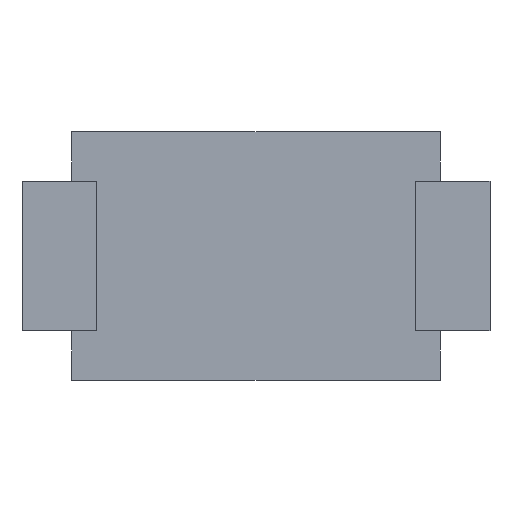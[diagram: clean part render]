
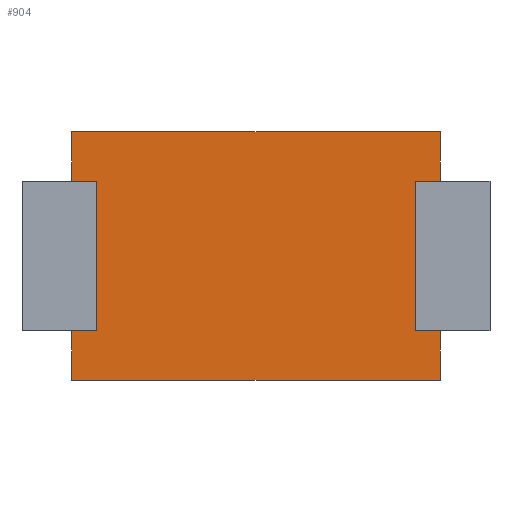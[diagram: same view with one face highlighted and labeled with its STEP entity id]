
A CAD part, front view. The second image highlights one B-rep face of the part: STEP entity #904.
In plain terms, the highlighted planar face has unit normal (0, -1, 0).
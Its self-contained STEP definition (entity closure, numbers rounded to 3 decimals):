
#27 = ORIENTED_EDGE ( 'NONE', *, *, #149, .F. ) ;
#35 = VECTOR ( 'NONE', #1347, 1000. ) ;
#40 = CARTESIAN_POINT ( 'NONE',  ( 1.6, 0., 0.75 ) ) ;
#42 = EDGE_CURVE ( 'NONE', #449, #1640, #1172, .T. ) ;
#54 = VERTEX_POINT ( 'NONE', #40 ) ;
#64 = ORIENTED_EDGE ( 'NONE', *, *, #178, .F. ) ;
#79 = LINE ( 'NONE', #1212, #578 ) ;
#80 = VERTEX_POINT ( 'NONE', #418 ) ;
#99 = CARTESIAN_POINT ( 'NONE',  ( -1.85, 0., -1.25 ) ) ;
#106 = CARTESIAN_POINT ( 'NONE',  ( 1.85, 0., 0.75 ) ) ;
#114 = EDGE_LOOP ( 'NONE', ( #964, #27, #289, #1750, #751, #697, #1714, #64, #609, #1408, #906, #1391 ) ) ;
#123 = CARTESIAN_POINT ( 'NONE',  ( 1.85, 0., -0.75 ) ) ;
#126 = DIRECTION ( 'NONE',  ( 0., 0., 1. ) ) ;
#149 = EDGE_CURVE ( 'NONE', #908, #1716, #796, .T. ) ;
#168 = DIRECTION ( 'NONE',  ( 1., 0., 0. ) ) ;
#178 = EDGE_CURVE ( 'NONE', #1006, #465, #1389, .T. ) ;
#201 = EDGE_CURVE ( 'NONE', #1582, #826, #79, .T. ) ;
#264 = LINE ( 'NONE', #1068, #35 ) ;
#282 = LINE ( 'NONE', #1668, #621 ) ;
#289 = ORIENTED_EDGE ( 'NONE', *, *, #1298, .F. ) ;
#304 = LINE ( 'NONE', #1657, #1157 ) ;
#309 = CARTESIAN_POINT ( 'NONE',  ( 1.85, 0., -1.25 ) ) ;
#377 = AXIS2_PLACEMENT_3D ( 'NONE', #1590, #1728, #492 ) ;
#418 = CARTESIAN_POINT ( 'NONE',  ( 1.85, 0., -1.25 ) ) ;
#433 = EDGE_CURVE ( 'NONE', #1640, #80, #1706, .T. ) ;
#449 = VERTEX_POINT ( 'NONE', #618 ) ;
#465 = VERTEX_POINT ( 'NONE', #106 ) ;
#475 = EDGE_CURVE ( 'NONE', #826, #1006, #264, .T. ) ;
#492 = DIRECTION ( 'NONE',  ( 0., 0., 1. ) ) ;
#501 = EDGE_CURVE ( 'NONE', #791, #1582, #681, .T. ) ;
#532 = VECTOR ( 'NONE', #742, 1000. ) ;
#569 = VECTOR ( 'NONE', #168, 1000. ) ;
#577 = EDGE_CURVE ( 'NONE', #1556, #1716, #304, .T. ) ;
#578 = VECTOR ( 'NONE', #126, 1000. ) ;
#609 = ORIENTED_EDGE ( 'NONE', *, *, #475, .F. ) ;
#615 = DIRECTION ( 'NONE',  ( 0., 0., -1. ) ) ;
#618 = CARTESIAN_POINT ( 'NONE',  ( 1.6, 0., -0.75 ) ) ;
#621 = VECTOR ( 'NONE', #733, 1000. ) ;
#681 = LINE ( 'NONE', #1092, #880 ) ;
#697 = ORIENTED_EDGE ( 'NONE', *, *, #1119, .T. ) ;
#733 = DIRECTION ( 'NONE',  ( 1., 0., 0. ) ) ;
#741 = CARTESIAN_POINT ( 'NONE',  ( -1.85, 0., 1.25 ) ) ;
#742 = DIRECTION ( 'NONE',  ( 0., 0., 1. ) ) ;
#751 = ORIENTED_EDGE ( 'NONE', *, *, #42, .F. ) ;
#791 = VERTEX_POINT ( 'NONE', #1014 ) ;
#796 = LINE ( 'NONE', #1142, #819 ) ;
#797 = DIRECTION ( 'NONE',  ( 0., 0., -1. ) ) ;
#809 = LINE ( 'NONE', #1148, #979 ) ;
#819 = VECTOR ( 'NONE', #1485, 1000. ) ;
#823 = DIRECTION ( 'NONE',  ( -1., 0., 0. ) ) ;
#826 = VERTEX_POINT ( 'NONE', #741 ) ;
#880 = VECTOR ( 'NONE', #1233, 1000. ) ;
#904 = ADVANCED_FACE ( 'NONE', ( #1768 ), #1441, .F. ) ;
#906 = ORIENTED_EDGE ( 'NONE', *, *, #501, .F. ) ;
#908 = VERTEX_POINT ( 'NONE', #99 ) ;
#946 = VECTOR ( 'NONE', #797, 1000. ) ;
#954 = CARTESIAN_POINT ( 'NONE',  ( -1.85, 0., -0.75 ) ) ;
#964 = ORIENTED_EDGE ( 'NONE', *, *, #577, .T. ) ;
#979 = VECTOR ( 'NONE', #615, 1000. ) ;
#998 = CARTESIAN_POINT ( 'NONE',  ( 0., 0., -0.75 ) ) ;
#1006 = VERTEX_POINT ( 'NONE', #1447 ) ;
#1014 = CARTESIAN_POINT ( 'NONE',  ( -1.6, 0., 0.75 ) ) ;
#1024 = VECTOR ( 'NONE', #1532, 1000. ) ;
#1053 = EDGE_CURVE ( 'NONE', #54, #465, #282, .T. ) ;
#1068 = CARTESIAN_POINT ( 'NONE',  ( 1.85, 0., 1.25 ) ) ;
#1092 = CARTESIAN_POINT ( 'NONE',  ( 0., 0., 0.75 ) ) ;
#1119 = EDGE_CURVE ( 'NONE', #449, #54, #1730, .T. ) ;
#1142 = CARTESIAN_POINT ( 'NONE',  ( -1.85, 0., 1.25 ) ) ;
#1148 = CARTESIAN_POINT ( 'NONE',  ( -1.6, 0., 0.75 ) ) ;
#1157 = VECTOR ( 'NONE', #823, 1000. ) ;
#1172 = LINE ( 'NONE', #998, #569 ) ;
#1187 = CARTESIAN_POINT ( 'NONE',  ( -1.6, 0., -0.75 ) ) ;
#1197 = LINE ( 'NONE', #309, #1024 ) ;
#1212 = CARTESIAN_POINT ( 'NONE',  ( -1.85, 0., 1.25 ) ) ;
#1214 = CARTESIAN_POINT ( 'NONE',  ( -1.85, 0., 0.75 ) ) ;
#1233 = DIRECTION ( 'NONE',  ( -1., 0., 0. ) ) ;
#1298 = EDGE_CURVE ( 'NONE', #80, #908, #1197, .T. ) ;
#1335 = CARTESIAN_POINT ( 'NONE',  ( 1.85, 0., 1.25 ) ) ;
#1347 = DIRECTION ( 'NONE',  ( 1., 0., 0. ) ) ;
#1357 = EDGE_CURVE ( 'NONE', #791, #1556, #809, .T. ) ;
#1389 = LINE ( 'NONE', #1647, #946 ) ;
#1391 = ORIENTED_EDGE ( 'NONE', *, *, #1357, .T. ) ;
#1408 = ORIENTED_EDGE ( 'NONE', *, *, #201, .F. ) ;
#1430 = CARTESIAN_POINT ( 'NONE',  ( 1.6, 0., 0.75 ) ) ;
#1441 = PLANE ( 'NONE',  #377 ) ;
#1447 = CARTESIAN_POINT ( 'NONE',  ( 1.85, 0., 1.25 ) ) ;
#1485 = DIRECTION ( 'NONE',  ( 0., 0., 1. ) ) ;
#1532 = DIRECTION ( 'NONE',  ( -1., 0., 0. ) ) ;
#1556 = VERTEX_POINT ( 'NONE', #1187 ) ;
#1582 = VERTEX_POINT ( 'NONE', #1214 ) ;
#1590 = CARTESIAN_POINT ( 'NONE',  ( 0., 0., 0. ) ) ;
#1626 = DIRECTION ( 'NONE',  ( 0., 0., -1. ) ) ;
#1640 = VERTEX_POINT ( 'NONE', #123 ) ;
#1647 = CARTESIAN_POINT ( 'NONE',  ( 1.85, 0., 1.25 ) ) ;
#1657 = CARTESIAN_POINT ( 'NONE',  ( -2.35, 0., -0.75 ) ) ;
#1666 = VECTOR ( 'NONE', #1626, 1000. ) ;
#1668 = CARTESIAN_POINT ( 'NONE',  ( 2.35, 0., 0.75 ) ) ;
#1706 = LINE ( 'NONE', #1335, #1666 ) ;
#1714 = ORIENTED_EDGE ( 'NONE', *, *, #1053, .T. ) ;
#1716 = VERTEX_POINT ( 'NONE', #954 ) ;
#1728 = DIRECTION ( 'NONE',  ( 0., 1., 0. ) ) ;
#1730 = LINE ( 'NONE', #1430, #532 ) ;
#1750 = ORIENTED_EDGE ( 'NONE', *, *, #433, .F. ) ;
#1768 = FACE_OUTER_BOUND ( 'NONE', #114, .T. ) ;
